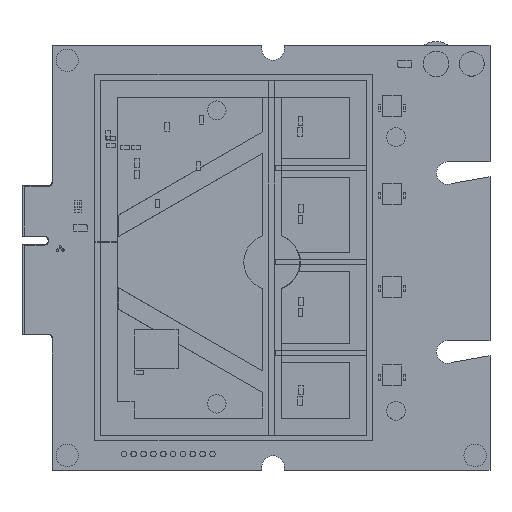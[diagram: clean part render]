
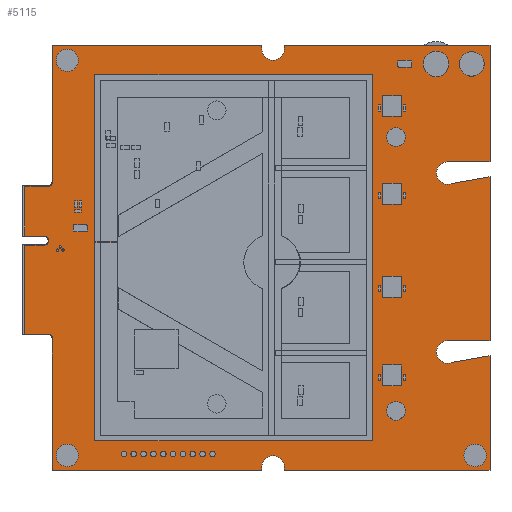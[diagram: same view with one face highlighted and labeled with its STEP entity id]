
A CAD part, top view. The second image highlights one B-rep face of the part: STEP entity #5115.
In plain terms, the highlighted planar face has unit normal (0, 0, 1).
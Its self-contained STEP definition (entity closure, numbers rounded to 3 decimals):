
#3933=FACE_OUTER_BOUND($,#4337,.F.);
#4337=EDGE_LOOP($,(#7137,#7138,#7139,#7140,#7141,#7142,#7143,#7144,#7145,
#7146,#7147,#7148,#7149,#7150,#7151,#7152,#7153,#7154,#7155,#7156,#7157,
#7158,#7159,#7160,#7161,#7162,#7163,#7164,#7165,#7166));
#4741=PLANE($,#5586);
#5115=ADVANCED_FACE($,(#3933),#4741,.T.);
#5519=CIRCLE($,#5579,1.5);
#5520=CIRCLE($,#5580,1.5);
#5521=CIRCLE($,#5581,1.5);
#5522=CIRCLE($,#5582,1.5);
#5523=CIRCLE($,#5583,0.5);
#5524=CIRCLE($,#5584,0.6);
#5525=CIRCLE($,#5585,0.5);
#5579=AXIS2_PLACEMENT_3D($,#15791,#13441,$);
#5580=AXIS2_PLACEMENT_3D($,#15792,#13441,$);
#5581=AXIS2_PLACEMENT_3D($,#15793,#13441,$);
#5582=AXIS2_PLACEMENT_3D($,#15794,#13441,$);
#5583=AXIS2_PLACEMENT_3D($,#15795,#13441,$);
#5584=AXIS2_PLACEMENT_3D($,#15796,#13441,$);
#5585=AXIS2_PLACEMENT_3D($,#15797,#13441,$);
#5586=AXIS2_PLACEMENT_3D($,#15761,#13441,$);
#7137=ORIENTED_EDGE($,*,*,#9045,.T.);
#7138=ORIENTED_EDGE($,*,*,#9046,.T.);
#7139=ORIENTED_EDGE($,*,*,#9047,.T.);
#7140=ORIENTED_EDGE($,*,*,#9048,.T.);
#7141=ORIENTED_EDGE($,*,*,#9049,.T.);
#7142=ORIENTED_EDGE($,*,*,#9050,.T.);
#7143=ORIENTED_EDGE($,*,*,#9051,.T.);
#7144=ORIENTED_EDGE($,*,*,#9052,.T.);
#7145=ORIENTED_EDGE($,*,*,#9053,.T.);
#7146=ORIENTED_EDGE($,*,*,#9054,.T.);
#7147=ORIENTED_EDGE($,*,*,#9055,.T.);
#7148=ORIENTED_EDGE($,*,*,#9056,.T.);
#7149=ORIENTED_EDGE($,*,*,#9057,.T.);
#7150=ORIENTED_EDGE($,*,*,#9058,.T.);
#7151=ORIENTED_EDGE($,*,*,#9059,.T.);
#7152=ORIENTED_EDGE($,*,*,#9060,.T.);
#7153=ORIENTED_EDGE($,*,*,#9061,.T.);
#7154=ORIENTED_EDGE($,*,*,#9062,.T.);
#7155=ORIENTED_EDGE($,*,*,#9063,.T.);
#7156=ORIENTED_EDGE($,*,*,#9064,.T.);
#7157=ORIENTED_EDGE($,*,*,#9065,.T.);
#7158=ORIENTED_EDGE($,*,*,#9066,.T.);
#7159=ORIENTED_EDGE($,*,*,#9067,.T.);
#7160=ORIENTED_EDGE($,*,*,#9068,.T.);
#7161=ORIENTED_EDGE($,*,*,#9069,.T.);
#7162=ORIENTED_EDGE($,*,*,#9070,.T.);
#7163=ORIENTED_EDGE($,*,*,#9071,.T.);
#7164=ORIENTED_EDGE($,*,*,#9072,.T.);
#7165=ORIENTED_EDGE($,*,*,#9073,.T.);
#7166=ORIENTED_EDGE($,*,*,#9074,.T.);
#9045=EDGE_CURVE($,#11916,#11917,#10979,.T.);
#9046=EDGE_CURVE($,#11917,#11918,#10980,.T.);
#9047=EDGE_CURVE($,#11918,#11919,#10981,.T.);
#9048=EDGE_CURVE($,#11919,#11920,#5519,.T.);
#9049=EDGE_CURVE($,#11920,#11921,#10982,.T.);
#9050=EDGE_CURVE($,#11921,#11922,#10983,.T.);
#9051=EDGE_CURVE($,#11922,#11923,#10984,.T.);
#9052=EDGE_CURVE($,#11923,#11924,#10985,.T.);
#9053=EDGE_CURVE($,#11924,#11925,#5520,.T.);
#9054=EDGE_CURVE($,#11925,#11926,#10986,.T.);
#9055=EDGE_CURVE($,#11926,#11927,#10987,.T.);
#9056=EDGE_CURVE($,#11927,#11928,#10988,.T.);
#9057=EDGE_CURVE($,#11928,#11929,#5521,.T.);
#9058=EDGE_CURVE($,#11929,#11930,#10989,.T.);
#9059=EDGE_CURVE($,#11930,#11931,#10990,.T.);
#9060=EDGE_CURVE($,#11931,#11932,#10991,.T.);
#9061=EDGE_CURVE($,#11932,#11933,#10992,.T.);
#9062=EDGE_CURVE($,#11933,#11934,#5522,.T.);
#9063=EDGE_CURVE($,#11934,#11935,#10993,.T.);
#9064=EDGE_CURVE($,#11935,#11936,#10994,.T.);
#9065=EDGE_CURVE($,#11936,#11937,#10995,.T.);
#9066=EDGE_CURVE($,#11937,#11938,#5523,.T.);
#9067=EDGE_CURVE($,#11938,#11939,#10996,.T.);
#9068=EDGE_CURVE($,#11939,#11940,#10997,.T.);
#9069=EDGE_CURVE($,#11940,#11941,#10998,.T.);
#9070=EDGE_CURVE($,#11941,#11942,#5524,.T.);
#9071=EDGE_CURVE($,#11942,#11943,#10999,.T.);
#9072=EDGE_CURVE($,#11943,#11944,#11000,.T.);
#9073=EDGE_CURVE($,#11944,#11945,#11001,.T.);
#9074=EDGE_CURVE($,#11945,#11916,#5525,.T.);
#10042=VECTOR($,#13444,18.385);
#10043=VECTOR($,#13445,28.1);
#10044=VECTOR($,#13446,0.5);
#10045=VECTOR($,#13447,0.5);
#10046=VECTOR($,#13448,27.6);
#10047=VECTOR($,#13449,15.62);
#10048=VECTOR($,#13450,5.686);
#10049=VECTOR($,#13451,5.253);
#10050=VECTOR($,#13452,22.003);
#10051=VECTOR($,#13453,5.686);
#10052=VECTOR($,#13454,5.253);
#10053=VECTOR($,#13455,15.383);
#10054=VECTOR($,#13456,27.6);
#10055=VECTOR($,#13457,0.5);
#10056=VECTOR($,#13458,0.5);
#10057=VECTOR($,#13459,28.1);
#10058=VECTOR($,#13460,17.765);
#10059=VECTOR($,#13461,3.2);
#10060=VECTOR($,#13462,11.95);
#10061=VECTOR($,#13463,2.6);
#10062=VECTOR($,#13464,2.6);
#10063=VECTOR($,#13465,6.7);
#10064=VECTOR($,#13466,3.2);
#10979=LINE($,#15760,#10042);
#10980=LINE($,#15761,#10043);
#10981=LINE($,#15762,#10044);
#10982=LINE($,#15764,#10045);
#10983=LINE($,#15765,#10046);
#10984=LINE($,#15766,#10047);
#10985=LINE($,#15767,#10048);
#10986=LINE($,#15769,#10049);
#10987=LINE($,#15770,#10050);
#10988=LINE($,#15771,#10051);
#10989=LINE($,#15773,#10052);
#10990=LINE($,#15774,#10053);
#10991=LINE($,#15775,#10054);
#10992=LINE($,#15776,#10055);
#10993=LINE($,#15778,#10056);
#10994=LINE($,#15779,#10057);
#10995=LINE($,#15780,#10058);
#10996=LINE($,#15782,#10059);
#10997=LINE($,#15783,#10060);
#10998=LINE($,#15784,#10061);
#10999=LINE($,#15786,#10062);
#11000=LINE($,#15787,#10063);
#11001=LINE($,#15788,#10064);
#11916=VERTEX_POINT($,#15760);
#11917=VERTEX_POINT($,#15761);
#11918=VERTEX_POINT($,#15762);
#11919=VERTEX_POINT($,#15763);
#11920=VERTEX_POINT($,#15764);
#11921=VERTEX_POINT($,#15765);
#11922=VERTEX_POINT($,#15766);
#11923=VERTEX_POINT($,#15767);
#11924=VERTEX_POINT($,#15768);
#11925=VERTEX_POINT($,#15769);
#11926=VERTEX_POINT($,#15770);
#11927=VERTEX_POINT($,#15771);
#11928=VERTEX_POINT($,#15772);
#11929=VERTEX_POINT($,#15773);
#11930=VERTEX_POINT($,#15774);
#11931=VERTEX_POINT($,#15775);
#11932=VERTEX_POINT($,#15776);
#11933=VERTEX_POINT($,#15777);
#11934=VERTEX_POINT($,#15778);
#11935=VERTEX_POINT($,#15779);
#11936=VERTEX_POINT($,#15780);
#11937=VERTEX_POINT($,#15781);
#11938=VERTEX_POINT($,#15782);
#11939=VERTEX_POINT($,#15783);
#11940=VERTEX_POINT($,#15784);
#11941=VERTEX_POINT($,#15785);
#11942=VERTEX_POINT($,#15786);
#11943=VERTEX_POINT($,#15787);
#11944=VERTEX_POINT($,#15788);
#11945=VERTEX_POINT($,#15789);
#13441=DIRECTION($,(0.,0.,1.));
#13444=DIRECTION($,(0.,1.,0.));
#13445=DIRECTION($,(1.,0.,0.));
#13446=DIRECTION($,(0.,-1.,0.));
#13447=DIRECTION($,(0.,1.,0.));
#13448=DIRECTION($,(1.,0.,0.));
#13449=DIRECTION($,(0.,-1.,0.));
#13450=DIRECTION($,(-1.,0.,0.));
#13451=DIRECTION($,(0.985,0.174,0.));
#13452=DIRECTION($,(0.,-1.,0.));
#13453=DIRECTION($,(-1.,0.,0.));
#13454=DIRECTION($,(0.985,0.174,0.));
#13455=DIRECTION($,(0.,-1.,0.));
#13456=DIRECTION($,(-1.,0.,0.));
#13457=DIRECTION($,(0.,1.,0.));
#13458=DIRECTION($,(0.,-1.,0.));
#13459=DIRECTION($,(-1.,0.,0.));
#13460=DIRECTION($,(0.,1.,0.));
#13461=DIRECTION($,(-1.,0.,0.));
#13462=DIRECTION($,(0.,1.,0.));
#13463=DIRECTION($,(1.,0.,0.));
#13464=DIRECTION($,(-1.,0.,0.));
#13465=DIRECTION($,(0.,1.,0.));
#13466=DIRECTION($,(1.,0.,0.));
#15760=CARTESIAN_POINT('',(-4.5,38.615,0.));
#15761=CARTESIAN_POINT('',(-4.5,57.,0.));
#15762=CARTESIAN_POINT('',(23.6,57.,0.));
#15763=CARTESIAN_POINT('',(23.6,56.5,0.));
#15764=CARTESIAN_POINT('',(26.6,56.5,0.));
#15765=CARTESIAN_POINT('',(26.6,57.,0.));
#15766=CARTESIAN_POINT('',(54.2,57.,0.));
#15767=CARTESIAN_POINT('',(54.2,41.38,0.));
#15768=CARTESIAN_POINT('',(48.514,41.38,0.));
#15769=CARTESIAN_POINT('',(49.027,38.471,0.));
#15770=CARTESIAN_POINT('',(54.2,39.383,0.));
#15771=CARTESIAN_POINT('',(54.2,17.38,0.));
#15772=CARTESIAN_POINT('',(48.514,17.38,0.));
#15773=CARTESIAN_POINT('',(49.027,14.471,0.));
#15774=CARTESIAN_POINT('',(54.2,15.383,0.));
#15775=CARTESIAN_POINT('',(54.2,0.,0.));
#15776=CARTESIAN_POINT('',(26.6,0.,0.));
#15777=CARTESIAN_POINT('',(26.6,0.5,0.));
#15778=CARTESIAN_POINT('',(23.6,0.5,0.));
#15779=CARTESIAN_POINT('',(23.6,0.,0.));
#15780=CARTESIAN_POINT('',(-4.5,0.,0.));
#15781=CARTESIAN_POINT('',(-4.5,17.765,0.));
#15782=CARTESIAN_POINT('',(-5.,18.265,0.));
#15783=CARTESIAN_POINT('',(-8.2,18.265,0.));
#15784=CARTESIAN_POINT('',(-8.2,30.215,0.));
#15785=CARTESIAN_POINT('',(-5.6,30.215,0.));
#15786=CARTESIAN_POINT('',(-5.6,31.415,0.));
#15787=CARTESIAN_POINT('',(-8.2,31.415,0.));
#15788=CARTESIAN_POINT('',(-8.2,38.115,0.));
#15789=CARTESIAN_POINT('',(-5.,38.115,0.));
#15791=CARTESIAN_POINT('',(25.1,56.497,0.));
#15792=CARTESIAN_POINT('',(48.514,39.88,0.));
#15793=CARTESIAN_POINT('',(48.514,15.88,0.));
#15794=CARTESIAN_POINT('',(25.1,0.465,0.));
#15795=CARTESIAN_POINT('',(-5.,17.765,0.));
#15796=CARTESIAN_POINT('',(-5.6,30.815,0.));
#15797=CARTESIAN_POINT('',(-5.,38.615,0.));
